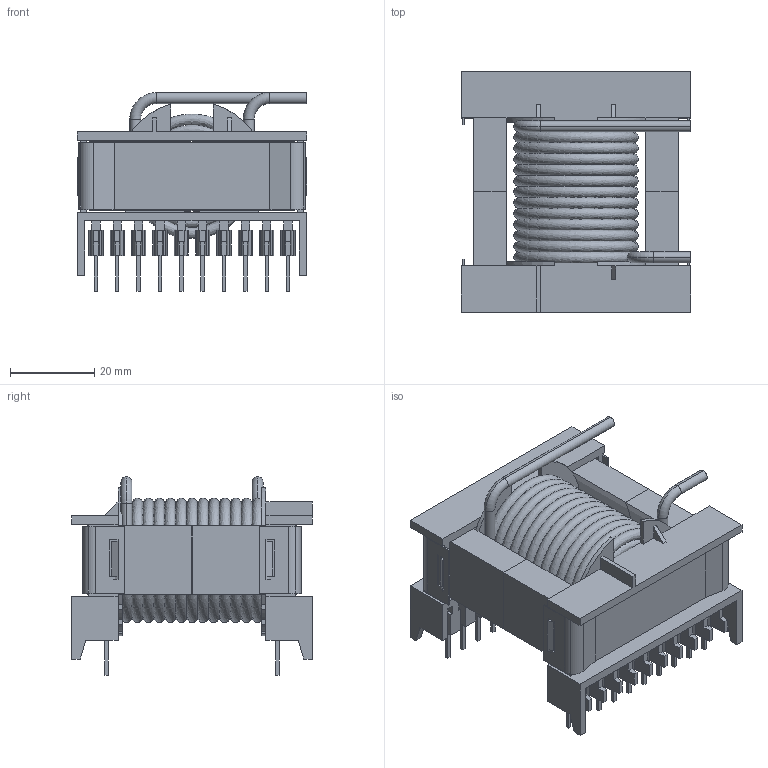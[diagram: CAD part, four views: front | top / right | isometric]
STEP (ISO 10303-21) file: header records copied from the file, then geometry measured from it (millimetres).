
FILE_DESCRIPTION((''),'2;1');
FILE_NAME('EDA-01905-V1-0_misc3.stp','2012-08-16T15:36:03',(''),(''),'Mechanical Desktop 2011','Mechanical Desktop 2011',', , ');
FILE_SCHEMA(('AUTOMOTIVE_DESIGN { 1 2 10303 214 1 1 1 1 }'));
Length unit declared in the file: millimetre
Products named in the file (1): Product
Bounding box: 54.7 x 57.2 x 47.26 mm (x, y, z)
Volume: 47075.4 mm3; surface area: 44590.9 mm2
Topology: 44 solids, 44 shells, 776 faces, 1932 edges, 1244 vertices
Faces by surface type: plane 599, bspline 129, cylinder 44, torus 4
Entity records: 23736 total; most frequent: CARTESIAN_POINT 5495, ORIENTED_EDGE 3864, DIRECTION 3381, EDGE_CURVE 1932, VECTOR 1779, LINE 1779, VERTEX_POINT 1244, AXIS2_PLACEMENT_3D 801
